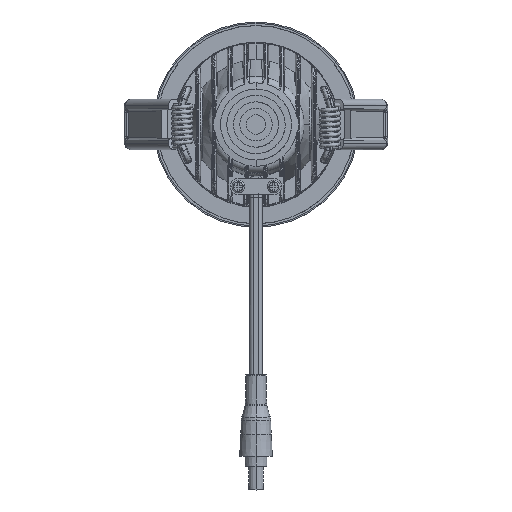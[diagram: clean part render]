
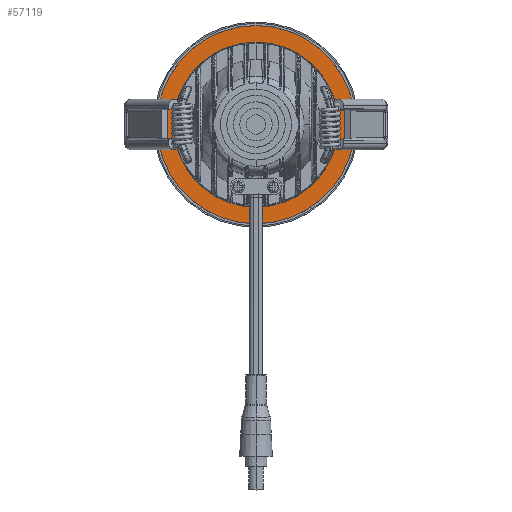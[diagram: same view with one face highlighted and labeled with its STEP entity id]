
A CAD part, top view. The second image highlights one B-rep face of the part: STEP entity #57119.
In plain terms, the highlighted planar face has unit normal (0, 0, 1).
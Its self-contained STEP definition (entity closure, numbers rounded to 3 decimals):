
#527 = FACE_BOUND ( 'NONE', #4033, .T. ) ;
#743 = CIRCLE ( 'NONE', #9667, 39.087 ) ;
#749 = CARTESIAN_POINT ( 'NONE',  ( 0., 0., 3.55 ) ) ;
#1876 = FACE_OUTER_BOUND ( 'NONE', #63087, .T. ) ;
#4033 = EDGE_LOOP ( 'NONE', ( #25849, #23901 ) ) ;
#4218 = ORIENTED_EDGE ( 'NONE', *, *, #35081, .T. ) ;
#4343 = DIRECTION ( 'NONE',  ( 0., -1., 0. ) ) ;
#5625 = DIRECTION ( 'NONE',  ( 0., 1., 0. ) ) ;
#7118 = DIRECTION ( 'NONE',  ( 0., 0., 1. ) ) ;
#8924 = DIRECTION ( 'NONE',  ( 0., 0., -1. ) ) ;
#9538 = CARTESIAN_POINT ( 'NONE',  ( 0., 0., 3.55 ) ) ;
#9651 = AXIS2_PLACEMENT_3D ( 'NONE', #749, #22110, #5625 ) ;
#9667 = AXIS2_PLACEMENT_3D ( 'NONE', #9538, #62998, #56728 ) ;
#11371 = VERTEX_POINT ( 'NONE', #11933 ) ;
#11933 = CARTESIAN_POINT ( 'NONE',  ( 0., 39.087, 3.55 ) ) ;
#16299 = AXIS2_PLACEMENT_3D ( 'NONE', #54749, #19780, #4343 ) ;
#17631 = PLANE ( 'NONE',  #25426 ) ;
#19666 = CIRCLE ( 'NONE', #16299, 32.552 ) ;
#19780 = DIRECTION ( 'NONE',  ( 0., 0., -1. ) ) ;
#20420 = ORIENTED_EDGE ( 'NONE', *, *, #22473, .T. ) ;
#22110 = DIRECTION ( 'NONE',  ( 0., 0., 1. ) ) ;
#22473 = EDGE_CURVE ( 'NONE', #44383, #11371, #743, .T. ) ;
#23901 = ORIENTED_EDGE ( 'NONE', *, *, #33450, .T. ) ;
#25426 = AXIS2_PLACEMENT_3D ( 'NONE', #58903, #7118, #55023 ) ;
#25849 = ORIENTED_EDGE ( 'NONE', *, *, #45232, .T. ) ;
#33450 = EDGE_CURVE ( 'NONE', #36825, #53418, #19666, .T. ) ;
#34216 = CIRCLE ( 'NONE', #9651, 39.087 ) ;
#35081 = EDGE_CURVE ( 'NONE', #11371, #44383, #34216, .T. ) ;
#36825 = VERTEX_POINT ( 'NONE', #49141 ) ;
#44383 = VERTEX_POINT ( 'NONE', #48563 ) ;
#45232 = EDGE_CURVE ( 'NONE', #53418, #36825, #68780, .T. ) ;
#45981 = DIRECTION ( 'NONE',  ( 0., -1., 0. ) ) ;
#48563 = CARTESIAN_POINT ( 'NONE',  ( 0., -39.087, 3.55 ) ) ;
#48662 = AXIS2_PLACEMENT_3D ( 'NONE', #61364, #8924, #45981 ) ;
#49141 = CARTESIAN_POINT ( 'NONE',  ( 0., -32.552, 3.55 ) ) ;
#53418 = VERTEX_POINT ( 'NONE', #55106 ) ;
#54749 = CARTESIAN_POINT ( 'NONE',  ( 0., 0., 3.55 ) ) ;
#55023 = DIRECTION ( 'NONE',  ( 1., 0., 0. ) ) ;
#55106 = CARTESIAN_POINT ( 'NONE',  ( 0., 32.552, 3.55 ) ) ;
#56728 = DIRECTION ( 'NONE',  ( 0., 1., 0. ) ) ;
#57119 = ADVANCED_FACE ( 'NONE', ( #527, #1876 ), #17631, .T. ) ;
#58903 = CARTESIAN_POINT ( 'NONE',  ( 0., 0., 3.55 ) ) ;
#61364 = CARTESIAN_POINT ( 'NONE',  ( 0., 0., 3.55 ) ) ;
#62998 = DIRECTION ( 'NONE',  ( 0., 0., 1. ) ) ;
#63087 = EDGE_LOOP ( 'NONE', ( #20420, #4218 ) ) ;
#68780 = CIRCLE ( 'NONE', #48662, 32.552 ) ;
